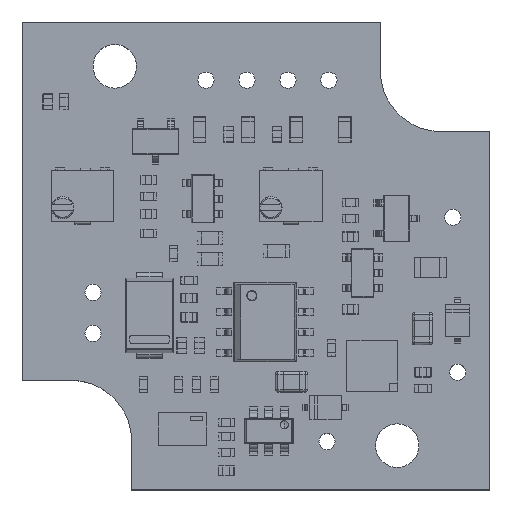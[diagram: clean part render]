
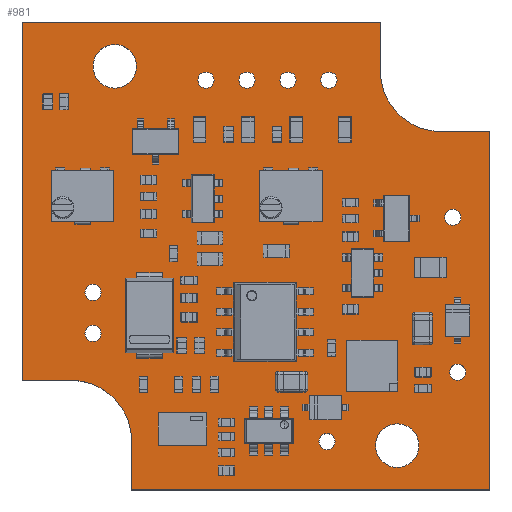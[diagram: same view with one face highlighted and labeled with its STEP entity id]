
A CAD part, top view. The second image highlights one B-rep face of the part: STEP entity #981.
In plain terms, the highlighted planar face has unit normal (0, 0, 1).
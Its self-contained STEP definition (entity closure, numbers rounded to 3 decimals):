
#260 = VERTEX_POINT('',#261);
#261 = CARTESIAN_POINT('',(6.8,3.,1.541));
#267 = EDGE_CURVE('',#260,#268,#270,.T.);
#268 = VERTEX_POINT('',#269);
#269 = CARTESIAN_POINT('',(3.,6.8,1.541));
#270 = CIRCLE('',#271,3.8);
#271 = AXIS2_PLACEMENT_3D('',#272,#273,#274);
#272 = CARTESIAN_POINT('',(3.,3.,1.541));
#273 = DIRECTION('',(0.,0.,1.));
#274 = DIRECTION('',(1.,0.,-0.));
#300 = EDGE_CURVE('',#268,#301,#303,.T.);
#301 = VERTEX_POINT('',#302);
#302 = CARTESIAN_POINT('',(0.,6.8,1.541));
#303 = LINE('',#304,#305);
#304 = CARTESIAN_POINT('',(3.,6.8,1.541));
#305 = VECTOR('',#306,1.);
#306 = DIRECTION('',(-1.,0.,0.));
#331 = EDGE_CURVE('',#301,#332,#334,.T.);
#332 = VERTEX_POINT('',#333);
#333 = CARTESIAN_POINT('',(0.,29.,1.541));
#334 = LINE('',#335,#336);
#335 = CARTESIAN_POINT('',(0.,6.8,1.541));
#336 = VECTOR('',#337,1.);
#337 = DIRECTION('',(0.,1.,0.));
#362 = EDGE_CURVE('',#332,#363,#365,.T.);
#363 = VERTEX_POINT('',#364);
#364 = CARTESIAN_POINT('',(22.2,29.,1.541));
#365 = LINE('',#366,#367);
#366 = CARTESIAN_POINT('',(0.,29.,1.541));
#367 = VECTOR('',#368,1.);
#368 = DIRECTION('',(1.,0.,0.));
#393 = EDGE_CURVE('',#363,#394,#396,.T.);
#394 = VERTEX_POINT('',#395);
#395 = CARTESIAN_POINT('',(22.2,26.,1.541));
#396 = LINE('',#397,#398);
#397 = CARTESIAN_POINT('',(22.2,29.,1.541));
#398 = VECTOR('',#399,1.);
#399 = DIRECTION('',(0.,-1.,0.));
#424 = EDGE_CURVE('',#394,#425,#427,.T.);
#425 = VERTEX_POINT('',#426);
#426 = CARTESIAN_POINT('',(26.,22.2,1.541));
#427 = CIRCLE('',#428,3.8);
#428 = AXIS2_PLACEMENT_3D('',#429,#430,#431);
#429 = CARTESIAN_POINT('',(26.,26.,1.541));
#430 = DIRECTION('',(0.,0.,1.));
#431 = DIRECTION('',(-1.,0.,0.));
#457 = EDGE_CURVE('',#425,#458,#460,.T.);
#458 = VERTEX_POINT('',#459);
#459 = CARTESIAN_POINT('',(29.,22.2,1.541));
#460 = LINE('',#461,#462);
#461 = CARTESIAN_POINT('',(26.,22.2,1.541));
#462 = VECTOR('',#463,1.);
#463 = DIRECTION('',(1.,0.,0.));
#488 = EDGE_CURVE('',#458,#489,#491,.T.);
#489 = VERTEX_POINT('',#490);
#490 = CARTESIAN_POINT('',(29.,0.,1.541));
#491 = LINE('',#492,#493);
#492 = CARTESIAN_POINT('',(29.,22.2,1.541));
#493 = VECTOR('',#494,1.);
#494 = DIRECTION('',(0.,-1.,0.));
#519 = EDGE_CURVE('',#489,#520,#522,.T.);
#520 = VERTEX_POINT('',#521);
#521 = CARTESIAN_POINT('',(6.8,0.,1.541));
#522 = LINE('',#523,#524);
#523 = CARTESIAN_POINT('',(29.,0.,1.541));
#524 = VECTOR('',#525,1.);
#525 = DIRECTION('',(-1.,0.,0.));
#550 = EDGE_CURVE('',#520,#260,#551,.T.);
#551 = LINE('',#552,#553);
#552 = CARTESIAN_POINT('',(6.8,0.,1.541));
#553 = VECTOR('',#554,1.);
#554 = DIRECTION('',(0.,1.,0.));
#574 = VERTEX_POINT('',#575);
#575 = CARTESIAN_POINT('',(4.9,12.24,1.541));
#581 = EDGE_CURVE('',#574,#574,#582,.T.);
#582 = CIRCLE('',#583,0.5);
#583 = AXIS2_PLACEMENT_3D('',#584,#585,#586);
#584 = CARTESIAN_POINT('',(4.4,12.24,1.541));
#585 = DIRECTION('',(0.,0.,1.));
#586 = DIRECTION('',(1.,0.,-0.));
#607 = VERTEX_POINT('',#608);
#608 = CARTESIAN_POINT('',(4.9,9.7,1.541));
#614 = EDGE_CURVE('',#607,#607,#615,.T.);
#615 = CIRCLE('',#616,0.5);
#616 = AXIS2_PLACEMENT_3D('',#617,#618,#619);
#617 = CARTESIAN_POINT('',(4.4,9.7,1.541));
#618 = DIRECTION('',(0.,0.,1.));
#619 = DIRECTION('',(1.,0.,-0.));
#640 = VERTEX_POINT('',#641);
#641 = CARTESIAN_POINT('',(7.1,26.25,1.541));
#647 = EDGE_CURVE('',#640,#640,#648,.T.);
#648 = CIRCLE('',#649,1.35);
#649 = AXIS2_PLACEMENT_3D('',#650,#651,#652);
#650 = CARTESIAN_POINT('',(5.75,26.25,1.541));
#651 = DIRECTION('',(0.,0.,1.));
#652 = DIRECTION('',(1.,0.,-0.));
#673 = VERTEX_POINT('',#674);
#674 = CARTESIAN_POINT('',(14.44,25.4,1.541));
#680 = EDGE_CURVE('',#673,#673,#681,.T.);
#681 = CIRCLE('',#682,0.5);
#682 = AXIS2_PLACEMENT_3D('',#683,#684,#685);
#683 = CARTESIAN_POINT('',(13.94,25.4,1.541));
#684 = DIRECTION('',(0.,0.,1.));
#685 = DIRECTION('',(1.,0.,-0.));
#706 = VERTEX_POINT('',#707);
#707 = CARTESIAN_POINT('',(11.9,25.4,1.541));
#713 = EDGE_CURVE('',#706,#706,#714,.T.);
#714 = CIRCLE('',#715,0.5);
#715 = AXIS2_PLACEMENT_3D('',#716,#717,#718);
#716 = CARTESIAN_POINT('',(11.4,25.4,1.541));
#717 = DIRECTION('',(0.,0.,1.));
#718 = DIRECTION('',(1.,0.,-0.));
#739 = VERTEX_POINT('',#740);
#740 = CARTESIAN_POINT('',(19.4,3.,1.541));
#746 = EDGE_CURVE('',#739,#739,#747,.T.);
#747 = CIRCLE('',#748,0.5);
#748 = AXIS2_PLACEMENT_3D('',#749,#750,#751);
#749 = CARTESIAN_POINT('',(18.9,3.,1.541));
#750 = DIRECTION('',(0.,0.,1.));
#751 = DIRECTION('',(1.,0.,-0.));
#772 = VERTEX_POINT('',#773);
#773 = CARTESIAN_POINT('',(24.6,2.75,1.541));
#779 = EDGE_CURVE('',#772,#772,#780,.T.);
#780 = CIRCLE('',#781,1.35);
#781 = AXIS2_PLACEMENT_3D('',#782,#783,#784);
#782 = CARTESIAN_POINT('',(23.25,2.75,1.541));
#783 = DIRECTION('',(0.,0.,1.));
#784 = DIRECTION('',(1.,0.,-0.));
#805 = VERTEX_POINT('',#806);
#806 = CARTESIAN_POINT('',(27.5,7.3,1.541));
#812 = EDGE_CURVE('',#805,#805,#813,.T.);
#813 = CIRCLE('',#814,0.5);
#814 = AXIS2_PLACEMENT_3D('',#815,#816,#817);
#815 = CARTESIAN_POINT('',(27.,7.3,1.541));
#816 = DIRECTION('',(0.,0.,1.));
#817 = DIRECTION('',(1.,0.,-0.));
#838 = VERTEX_POINT('',#839);
#839 = CARTESIAN_POINT('',(16.98,25.4,1.541));
#845 = EDGE_CURVE('',#838,#838,#846,.T.);
#846 = CIRCLE('',#847,0.5);
#847 = AXIS2_PLACEMENT_3D('',#848,#849,#850);
#848 = CARTESIAN_POINT('',(16.48,25.4,1.541));
#849 = DIRECTION('',(0.,0.,1.));
#850 = DIRECTION('',(1.,0.,-0.));
#871 = VERTEX_POINT('',#872);
#872 = CARTESIAN_POINT('',(27.2,16.9,1.541));
#878 = EDGE_CURVE('',#871,#871,#879,.T.);
#879 = CIRCLE('',#880,0.5);
#880 = AXIS2_PLACEMENT_3D('',#881,#882,#883);
#881 = CARTESIAN_POINT('',(26.7,16.9,1.541));
#882 = DIRECTION('',(0.,0.,1.));
#883 = DIRECTION('',(1.,0.,-0.));
#904 = VERTEX_POINT('',#905);
#905 = CARTESIAN_POINT('',(19.52,25.4,1.541));
#911 = EDGE_CURVE('',#904,#904,#912,.T.);
#912 = CIRCLE('',#913,0.5);
#913 = AXIS2_PLACEMENT_3D('',#914,#915,#916);
#914 = CARTESIAN_POINT('',(19.02,25.4,1.541));
#915 = DIRECTION('',(0.,0.,1.));
#916 = DIRECTION('',(1.,0.,-0.));
#981 = ADVANCED_FACE('',(#982,#994,#997,#1000,#1003,#1006,#1009,#1012,
    #1015,#1018,#1021,#1024),#1027,.F.);
#982 = FACE_BOUND('',#983,.F.);
#983 = EDGE_LOOP('',(#984,#985,#986,#987,#988,#989,#990,#991,#992,#993)
  );
#984 = ORIENTED_EDGE('',*,*,#267,.T.);
#985 = ORIENTED_EDGE('',*,*,#300,.T.);
#986 = ORIENTED_EDGE('',*,*,#331,.T.);
#987 = ORIENTED_EDGE('',*,*,#362,.T.);
#988 = ORIENTED_EDGE('',*,*,#393,.T.);
#989 = ORIENTED_EDGE('',*,*,#424,.T.);
#990 = ORIENTED_EDGE('',*,*,#457,.T.);
#991 = ORIENTED_EDGE('',*,*,#488,.T.);
#992 = ORIENTED_EDGE('',*,*,#519,.T.);
#993 = ORIENTED_EDGE('',*,*,#550,.T.);
#994 = FACE_BOUND('',#995,.F.);
#995 = EDGE_LOOP('',(#996));
#996 = ORIENTED_EDGE('',*,*,#581,.T.);
#997 = FACE_BOUND('',#998,.F.);
#998 = EDGE_LOOP('',(#999));
#999 = ORIENTED_EDGE('',*,*,#614,.T.);
#1000 = FACE_BOUND('',#1001,.F.);
#1001 = EDGE_LOOP('',(#1002));
#1002 = ORIENTED_EDGE('',*,*,#647,.T.);
#1003 = FACE_BOUND('',#1004,.F.);
#1004 = EDGE_LOOP('',(#1005));
#1005 = ORIENTED_EDGE('',*,*,#680,.T.);
#1006 = FACE_BOUND('',#1007,.F.);
#1007 = EDGE_LOOP('',(#1008));
#1008 = ORIENTED_EDGE('',*,*,#713,.T.);
#1009 = FACE_BOUND('',#1010,.F.);
#1010 = EDGE_LOOP('',(#1011));
#1011 = ORIENTED_EDGE('',*,*,#746,.T.);
#1012 = FACE_BOUND('',#1013,.F.);
#1013 = EDGE_LOOP('',(#1014));
#1014 = ORIENTED_EDGE('',*,*,#779,.T.);
#1015 = FACE_BOUND('',#1016,.F.);
#1016 = EDGE_LOOP('',(#1017));
#1017 = ORIENTED_EDGE('',*,*,#812,.T.);
#1018 = FACE_BOUND('',#1019,.F.);
#1019 = EDGE_LOOP('',(#1020));
#1020 = ORIENTED_EDGE('',*,*,#845,.T.);
#1021 = FACE_BOUND('',#1022,.F.);
#1022 = EDGE_LOOP('',(#1023));
#1023 = ORIENTED_EDGE('',*,*,#878,.T.);
#1024 = FACE_BOUND('',#1025,.F.);
#1025 = EDGE_LOOP('',(#1026));
#1026 = ORIENTED_EDGE('',*,*,#911,.T.);
#1027 = PLANE('',#1028);
#1028 = AXIS2_PLACEMENT_3D('',#1029,#1030,#1031);
#1029 = CARTESIAN_POINT('',(14.5,14.5,1.541)
  );
#1030 = DIRECTION('',(-0.,-0.,-1.));
#1031 = DIRECTION('',(-1.,0.,0.));
